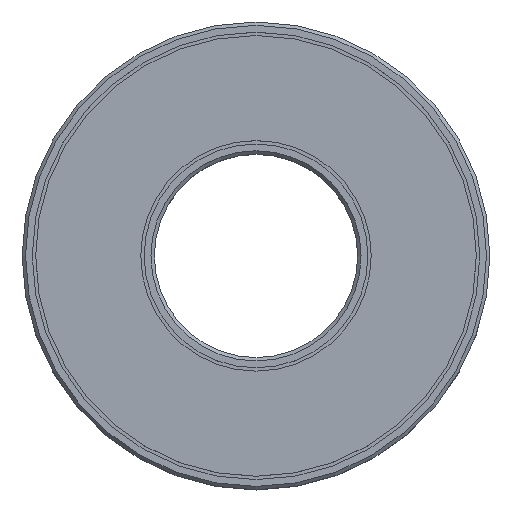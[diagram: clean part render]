
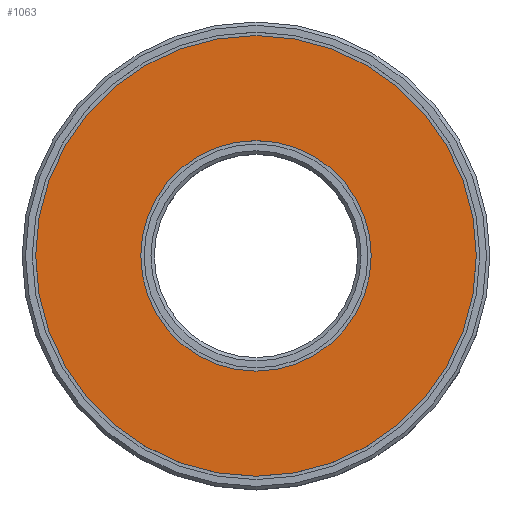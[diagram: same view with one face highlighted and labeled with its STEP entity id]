
A CAD part, top view. The second image highlights one B-rep face of the part: STEP entity #1063.
In plain terms, the highlighted planar face has unit normal (0, 0, 1).
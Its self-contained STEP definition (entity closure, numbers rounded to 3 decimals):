
#165=FACE_BOUND('',#347,.T.);
#235=FACE_OUTER_BOUND('',#346,.T.);
#346=EDGE_LOOP('',(#895));
#347=EDGE_LOOP('',(#896));
#447=CIRCLE('',#1230,32.5);
#448=CIRCLE('',#1231,17.);
#540=VERTEX_POINT('',#1877);
#541=VERTEX_POINT('',#1879);
#661=EDGE_CURVE('',#540,#540,#447,.T.);
#662=EDGE_CURVE('',#541,#541,#448,.T.);
#895=ORIENTED_EDGE('',*,*,#661,.F.);
#896=ORIENTED_EDGE('',*,*,#662,.T.);
#923=PLANE('',#1229);
#1063=ADVANCED_FACE('',(#235,#165),#923,.T.);
#1229=AXIS2_PLACEMENT_3D('',#1876,#1578,#1579);
#1230=AXIS2_PLACEMENT_3D('',#1878,#1580,#1581);
#1231=AXIS2_PLACEMENT_3D('',#1880,#1582,#1583);
#1578=DIRECTION('center_axis',(0.,0.,1.));
#1579=DIRECTION('ref_axis',(1.,0.,0.));
#1580=DIRECTION('center_axis',(0.,0.,
-1.));
#1581=DIRECTION('ref_axis',(0.814,0.581,0.));
#1582=DIRECTION('center_axis',(0.,0.,
-1.));
#1583=DIRECTION('ref_axis',(0.814,0.581,0.));
#1876=CARTESIAN_POINT('Origin',(0.,-32.5,19.5));
#1877=CARTESIAN_POINT('',(32.5,0.,19.5));
#1878=CARTESIAN_POINT('Origin',(0.,0.,
19.5));
#1879=CARTESIAN_POINT('',(17.,0.,19.5));
#1880=CARTESIAN_POINT('Origin',(0.,0.,
19.5));
